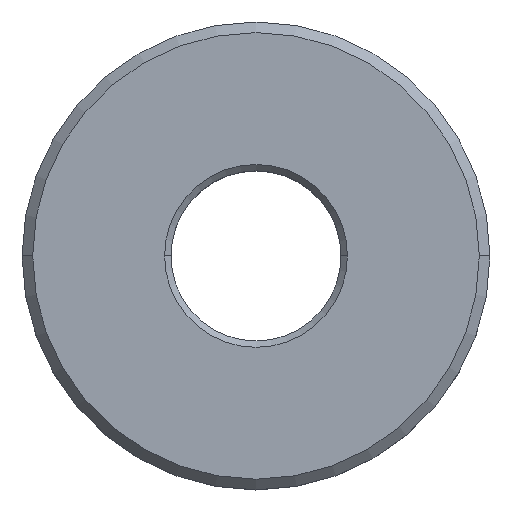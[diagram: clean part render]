
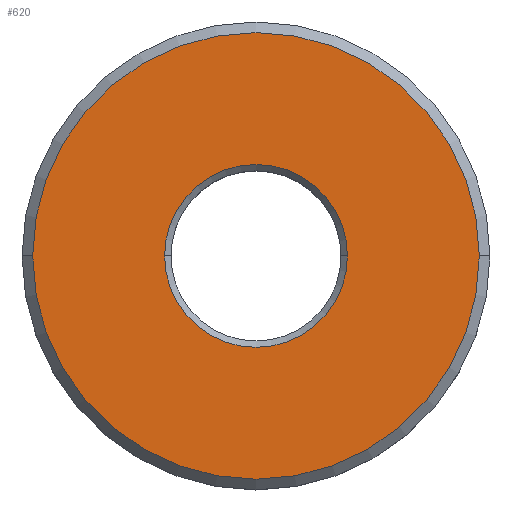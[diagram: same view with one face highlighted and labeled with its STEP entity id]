
A CAD part, top view. The second image highlights one B-rep face of the part: STEP entity #620.
In plain terms, the highlighted planar face has unit normal (0, 0, 1).
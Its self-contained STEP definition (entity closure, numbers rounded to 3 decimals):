
#65 = EDGE_CURVE ( 'NONE', #91, #90, #247, .T. ) ;
#90 = VERTEX_POINT ( 'NONE', #208 ) ;
#91 = VERTEX_POINT ( 'NONE', #207 ) ;
#109 = VERTEX_POINT ( 'NONE', #424 ) ;
#110 = VERTEX_POINT ( 'NONE', #423 ) ;
#112 = EDGE_CURVE ( 'NONE', #109, #110, #421, .T. ) ;
#207 = CARTESIAN_POINT ( 'NONE',  ( 4.3, 0., 0. ) ) ;
#208 = CARTESIAN_POINT ( 'NONE',  ( -4.3, 0., 0. ) ) ;
#244 = DIRECTION ( 'NONE',  ( 1., 0., 0. ) ) ;
#245 = DIRECTION ( 'NONE',  ( 0., 0., -1. ) ) ;
#246 = AXIS2_PLACEMENT_3D ( 'NONE', #252, #245, #244 ) ;
#247 = CIRCLE ( 'NONE', #246, 4.3 ) ;
#252 = CARTESIAN_POINT ( 'NONE',  ( 0., 0., 0. ) ) ;
#417 = DIRECTION ( 'NONE',  ( 1., 0., 0. ) ) ;
#418 = DIRECTION ( 'NONE',  ( 0., 0., 1. ) ) ;
#419 = CARTESIAN_POINT ( 'NONE',  ( 0., 0., 0. ) ) ;
#420 = AXIS2_PLACEMENT_3D ( 'NONE', #419, #418, #417 ) ;
#421 = CIRCLE ( 'NONE', #420, 10.5 ) ;
#423 = CARTESIAN_POINT ( 'NONE',  ( -10.5, 0., 0. ) ) ;
#424 = CARTESIAN_POINT ( 'NONE',  ( 10.5, 0., 0. ) ) ;
#436 = DIRECTION ( 'NONE',  ( 1., 0., 0. ) ) ;
#437 = DIRECTION ( 'NONE',  ( 0., 0., 1. ) ) ;
#438 = CARTESIAN_POINT ( 'NONE',  ( 0., 0., 0. ) ) ;
#439 = AXIS2_PLACEMENT_3D ( 'NONE', #438, #437, #436 ) ;
#440 = CIRCLE ( 'NONE', #439, 10.5 ) ;
#459 = FACE_OUTER_BOUND ( 'NONE', #615, .T. ) ;
#464 = FACE_BOUND ( 'NONE', #595, .T. ) ;
#469 = CARTESIAN_POINT ( 'NONE',  ( 0., 0., 0. ) ) ;
#470 = AXIS2_PLACEMENT_3D ( 'NONE', #469, #496, #495 ) ;
#491 = PLANE ( 'NONE',  #470 ) ;
#495 = DIRECTION ( 'NONE',  ( 1., 0., 0. ) ) ;
#496 = DIRECTION ( 'NONE',  ( 0., 0., 1. ) ) ;
#505 = CIRCLE ( 'NONE', #509, 4.3 ) ;
#506 = DIRECTION ( 'NONE',  ( 1., 0., 0. ) ) ;
#507 = DIRECTION ( 'NONE',  ( 0., 0., -1. ) ) ;
#508 = CARTESIAN_POINT ( 'NONE',  ( 0., 0., 0. ) ) ;
#509 = AXIS2_PLACEMENT_3D ( 'NONE', #508, #507, #506 ) ;
#595 = EDGE_LOOP ( 'NONE', ( #618, #619 ) ) ;
#596 = EDGE_CURVE ( 'NONE', #110, #109, #440, .T. ) ;
#608 = ORIENTED_EDGE ( 'NONE', *, *, #596, .T. ) ;
#614 = EDGE_CURVE ( 'NONE', #90, #91, #505, .T. ) ;
#615 = EDGE_LOOP ( 'NONE', ( #608, #617 ) ) ;
#617 = ORIENTED_EDGE ( 'NONE', *, *, #112, .T. ) ;
#618 = ORIENTED_EDGE ( 'NONE', *, *, #65, .T. ) ;
#619 = ORIENTED_EDGE ( 'NONE', *, *, #614, .T. ) ;
#620 = ADVANCED_FACE ( 'NONE', ( #459, #464 ), #491, .T. ) ;
